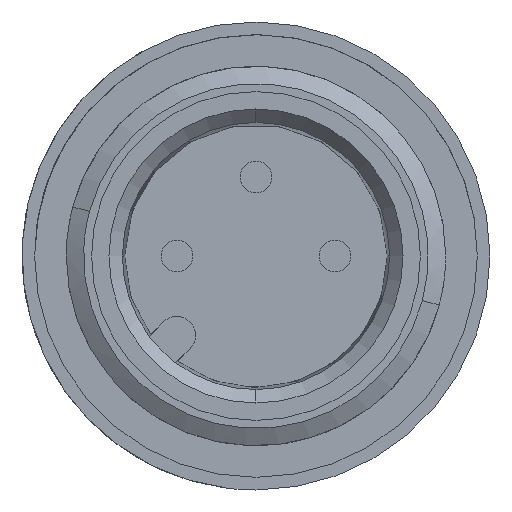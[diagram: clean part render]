
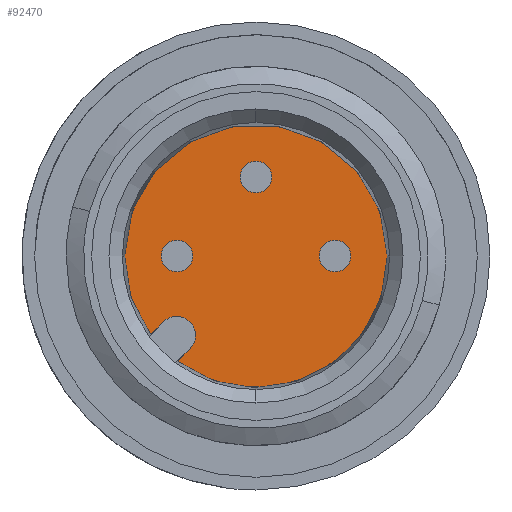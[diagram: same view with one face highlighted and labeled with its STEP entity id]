
A CAD part, left-side view. The second image highlights one B-rep face of the part: STEP entity #92470.
In plain terms, the highlighted face is planar.
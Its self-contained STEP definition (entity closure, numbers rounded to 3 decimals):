
#89670=CARTESIAN_POINT('',(-25.192,34.229,
-3.9));
#89680=DIRECTION('',(-1.,0.,
0.));
#89690=VECTOR('',#89680,1.);
#89700=LINE('',#89670,#89690);
#89710=CARTESIAN_POINT('',(16.915,34.228,
-3.9));
#89720=VERTEX_POINT('',#89710);
#89730=CARTESIAN_POINT('',(16.359,34.228,
-3.9));
#89740=VERTEX_POINT('',#89730);
#89750=EDGE_CURVE('',#89720,#89740,#89700,.T.);
#90750=CARTESIAN_POINT('',(-23.992,33.029,
-3.9));
#90760=DIRECTION('',(1.,0.,
0.));
#90770=VECTOR('',#90760,1.);
#90780=LINE('',#90750,#90770);
#90790=CARTESIAN_POINT('',(16.359,33.028,
-3.9));
#90800=VERTEX_POINT('',#90790);
#90810=CARTESIAN_POINT('',(16.915,33.028,
-3.9));
#90820=VERTEX_POINT('',#90810);
#90830=EDGE_CURVE('',#90800,#90820,#90780,.T.);
#91290=CARTESIAN_POINT('',(17.53,30.694,
-3.9));
#91300=VERTEX_POINT('',#91290);
#91330=CARTESIAN_POINT('',(20.465,33.628,
-3.9));
#91340=DIRECTION('',(0.,0.,-1.));
#91350=DIRECTION('',(0.707,0.707,
0.));
#91360=AXIS2_PLACEMENT_3D('',#91330,#91340,#91350);
#91370=CIRCLE('',#91360,4.15);
#91380=EDGE_CURVE('',#91300,#90800,#91370,.T.);
#91560=CARTESIAN_POINT('',(16.915,33.628,
-3.9));
#91570=DIRECTION('',(0.,0.,-1.));
#91580=DIRECTION('',(0.707,0.707,
0.));
#91590=AXIS2_PLACEMENT_3D('',#91560,#91570,#91580);
#91600=CIRCLE('',#91590,0.6);
#91610=CARTESIAN_POINT('',(17.339,34.052,
-3.9));
#91620=VERTEX_POINT('',#91610);
#91630=EDGE_CURVE('',#91620,#90820,#91600,.T.);
#91830=CARTESIAN_POINT('',(21.667,32.426,
-3.9));
#91840=DIRECTION('',(0.,0.,-1.));
#91850=DIRECTION('',(-0.707,0.707,
0.));
#91860=AXIS2_PLACEMENT_3D('',#91830,#91840,#91850);
#91870=PLANE('',#91860);
#91880=CARTESIAN_POINT('',(22.233,31.86,
-3.9));
#91890=DIRECTION('',(0.,0.,-1.));
#91900=DIRECTION('',(0.707,-0.707,-0.));
#91910=AXIS2_PLACEMENT_3D('',#91880,#91890,#91900);
#91920=CIRCLE('',#91910,0.5);
#91930=CARTESIAN_POINT('',(22.586,31.507,
-3.9));
#91940=VERTEX_POINT('',#91930);
#91950=CARTESIAN_POINT('',(21.879,32.214,
-3.9));
#91960=VERTEX_POINT('',#91950);
#91970=EDGE_CURVE('',#91940,#91960,#91920,.T.);
#91980=ORIENTED_EDGE('',*,*,#91970,.F.);
#91990=EDGE_CURVE('',#91960,#91940,#91920,.T.);
#92000=ORIENTED_EDGE('',*,*,#91990,.F.);
#92010=EDGE_LOOP('',(#92000,#91980));
#92020=FACE_BOUND('',#92010,.T.);
#92030=CARTESIAN_POINT('',(23.399,36.563,
-3.9));
#92040=VERTEX_POINT('',#92030);
#92050=EDGE_CURVE('',#92040,#91300,#91370,.T.);
#92060=ORIENTED_EDGE('',*,*,#92050,.T.);
#92070=EDGE_CURVE('',#89740,#92040,#91370,.T.);
#92080=ORIENTED_EDGE('',*,*,#92070,.T.);
#92090=ORIENTED_EDGE('',*,*,#89750,.T.);
#92100=EDGE_CURVE('',#89720,#91620,#91600,.T.);
#92110=ORIENTED_EDGE('',*,*,#92100,.F.);
#92120=ORIENTED_EDGE('',*,*,#91630,.F.);
#92130=ORIENTED_EDGE('',*,*,#90830,.T.);
#92140=ORIENTED_EDGE('',*,*,#91380,.T.);
#92150=EDGE_LOOP('',(#92140,#92130,#92120,#92110,#92090,#92080,#92060));
#92160=FACE_OUTER_BOUND('',#92150,.T.);
#92170=CARTESIAN_POINT('',(18.697,31.86,
-3.9));
#92180=DIRECTION('',(0.,0.,-1.));
#92190=DIRECTION('',(0.707,-0.707,-0.));
#92200=AXIS2_PLACEMENT_3D('',#92170,#92180,#92190);
#92210=CIRCLE('',#92200,0.5);
#92220=CARTESIAN_POINT('',(19.051,31.507,
-3.9));
#92230=VERTEX_POINT('',#92220);
#92240=CARTESIAN_POINT('',(18.344,32.214,
-3.9));
#92250=VERTEX_POINT('',#92240);
#92260=EDGE_CURVE('',#92230,#92250,#92210,.T.);
#92270=ORIENTED_EDGE('',*,*,#92260,.F.);
#92280=EDGE_CURVE('',#92250,#92230,#92210,.T.);
#92290=ORIENTED_EDGE('',*,*,#92280,.F.);
#92300=EDGE_LOOP('',(#92290,#92270));
#92310=FACE_BOUND('',#92300,.T.);
#92320=CARTESIAN_POINT('',(22.233,35.396,
-3.9));
#92330=DIRECTION('',(0.,0.,-1.));
#92340=DIRECTION('',(0.707,-0.707,-0.));
#92350=AXIS2_PLACEMENT_3D('',#92320,#92330,#92340);
#92360=CIRCLE('',#92350,0.5);
#92370=CARTESIAN_POINT('',(22.586,35.042,
-3.9));
#92380=VERTEX_POINT('',#92370);
#92390=CARTESIAN_POINT('',(21.879,35.749,
-3.9));
#92400=VERTEX_POINT('',#92390);
#92410=EDGE_CURVE('',#92380,#92400,#92360,.T.);
#92420=ORIENTED_EDGE('',*,*,#92410,.F.);
#92430=EDGE_CURVE('',#92400,#92380,#92360,.T.);
#92440=ORIENTED_EDGE('',*,*,#92430,.F.);
#92450=EDGE_LOOP('',(#92440,#92420));
#92460=FACE_BOUND('',#92450,.T.);
#92470=ADVANCED_FACE('',(#92020,#92160,#92310,#92460),#91870,.T.);
